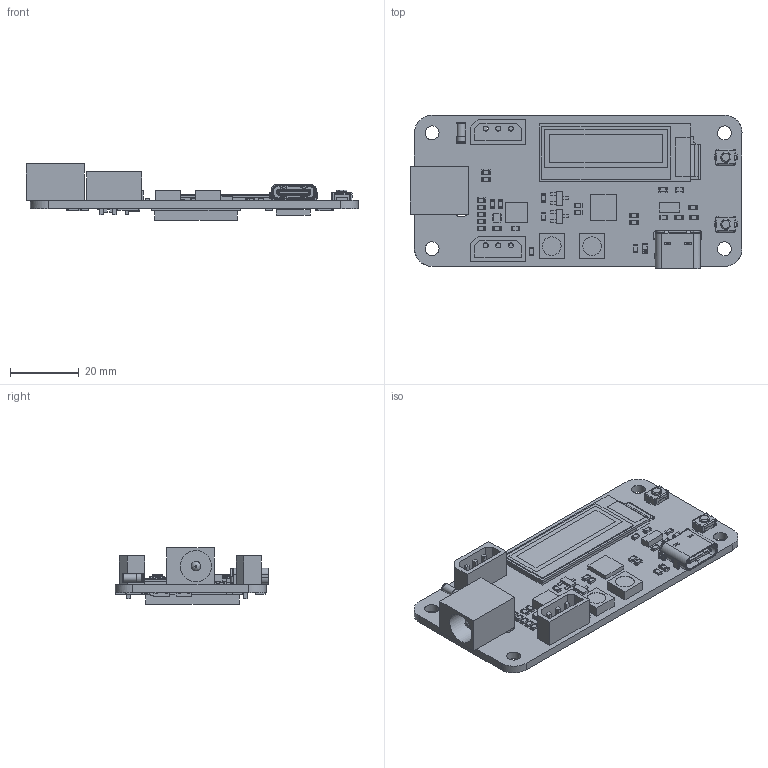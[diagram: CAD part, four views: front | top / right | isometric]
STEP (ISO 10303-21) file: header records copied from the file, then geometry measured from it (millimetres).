
FILE_DESCRIPTION(('FreeCAD Model'),'2;1');
FILE_NAME('Open CASCADE Shape Model','2025-04-25T20:12:06',('FreeCAD'),( 'FreeCAD'),'Open CASCADE STEP processor 7.6','FreeCAD','Unknown');
FILE_SCHEMA(('AUTOMOTIVE_DESIGN { 1 0 10303 214 1 1 1 1 }'));
Products named in the file (1): Open CASCADE STEP translator 7.6 1
Bounding box: 96.64 x 44.75 x 16.43 mm (x, y, z)
Volume: 17949.1 mm3; surface area: 23971.6 mm2
Topology: 253 solids, 265 shells, 3853 faces, 9787 edges, 6425 vertices
Faces by surface type: bspline 3853
Entity records: 105972 total; most frequent: CARTESIAN_POINT 46494, ORIENTED_EDGE 19542, EDGE_CURVE 9771, B_SPLINE_CURVE_WITH_KNOTS 8324, VERTEX_POINT 6425, FACE_BOUND 3948, EDGE_LOOP 3948, ADVANCED_FACE 3853
